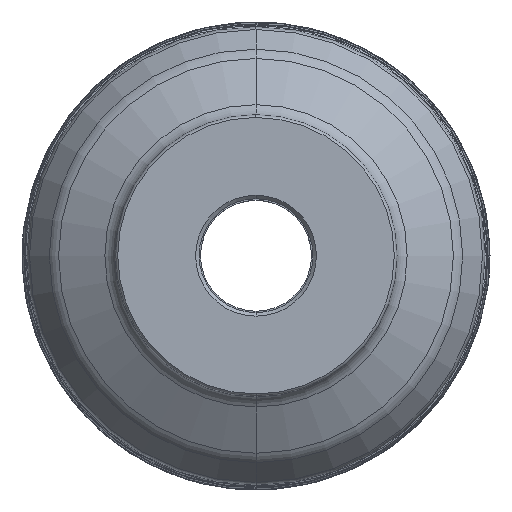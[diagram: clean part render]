
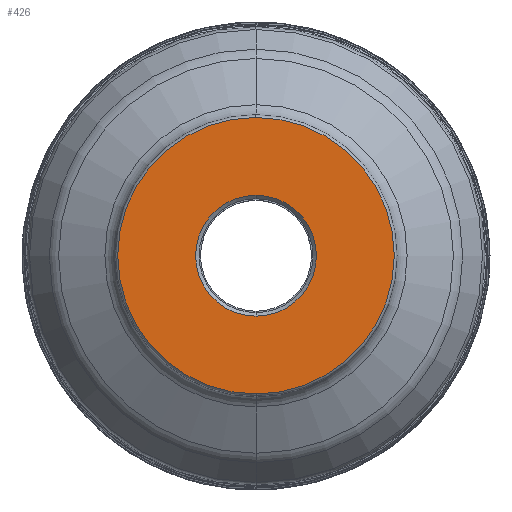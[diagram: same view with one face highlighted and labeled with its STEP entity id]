
A CAD part, top view. The second image highlights one B-rep face of the part: STEP entity #426.
In plain terms, the highlighted planar face has unit normal (0, 0, 1).
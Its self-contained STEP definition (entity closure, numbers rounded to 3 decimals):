
#152=PLANE('',#3688);
#162=FACE_BOUND('',#852,.T.);
#163=FACE_BOUND('',#853,.T.);
#426=ADVANCED_FACE('',(#162,#163),#152,.T.);
#852=EDGE_LOOP('',(#1570,#1571));
#853=EDGE_LOOP('',(#1572,#1573));
#1570=ORIENTED_EDGE('',*,*,#2268,.F.);
#1571=ORIENTED_EDGE('',*,*,#2269,.F.);
#1572=ORIENTED_EDGE('',*,*,#2267,.F.);
#1573=ORIENTED_EDGE('',*,*,#2265,.F.);
#1886=VERTEX_POINT('',#6809);
#1887=VERTEX_POINT('',#6811);
#1888=VERTEX_POINT('',#6817);
#1889=VERTEX_POINT('',#6818);
#2265=EDGE_CURVE('',#1886,#1887,#2744,.T.);
#2267=EDGE_CURVE('',#1887,#1886,#2745,.T.);
#2268=EDGE_CURVE('',#1888,#1889,#2746,.T.);
#2269=EDGE_CURVE('',#1889,#1888,#2747,.T.);
#2744=CIRCLE('',#3682,20.75);
#2745=CIRCLE('',#3684,20.75);
#2746=CIRCLE('',#3686,47.474);
#2747=CIRCLE('',#3687,47.474);
#3682=AXIS2_PLACEMENT_3D('',#6810,#4704,#4705);
#3684=AXIS2_PLACEMENT_3D('',#6814,#4709,#4710);
#3686=AXIS2_PLACEMENT_3D('',#6816,#4713,#4714);
#3687=AXIS2_PLACEMENT_3D('',#6819,#4715,#4716);
#3688=AXIS2_PLACEMENT_3D('',#6820,#4717,#4718);
#4704=DIRECTION('',(0.,0.,1.));
#4705=DIRECTION('',(0.,1.,0.));
#4709=DIRECTION('',(0.,0.,1.));
#4710=DIRECTION('',(0.,-1.,0.));
#4713=DIRECTION('',(0.,0.,-1.));
#4714=DIRECTION('',(0.,-1.,0.));
#4715=DIRECTION('',(0.,0.,-1.));
#4716=DIRECTION('',(0.,1.,0.));
#4717=DIRECTION('',(0.,0.,1.));
#4718=DIRECTION('',(0.,-1.,0.));
#6809=CARTESIAN_POINT('',(0.,20.75,0.));
#6810=CARTESIAN_POINT('',(0.,0.,0.));
#6811=CARTESIAN_POINT('',(0.,-20.75,0.));
#6814=CARTESIAN_POINT('',(0.,0.,0.));
#6816=CARTESIAN_POINT('',(0.,0.,0.));
#6817=CARTESIAN_POINT('',(0.008,-47.474,0.));
#6818=CARTESIAN_POINT('',(-0.008,47.474,0.));
#6819=CARTESIAN_POINT('',(0.,0.,0.));
#6820=CARTESIAN_POINT('',(0.,0.,0.));
